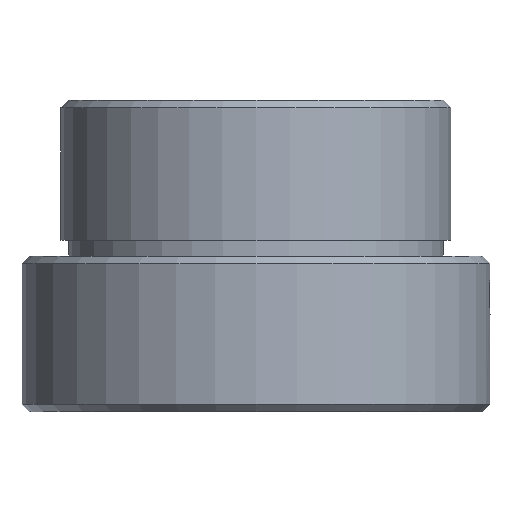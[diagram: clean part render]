
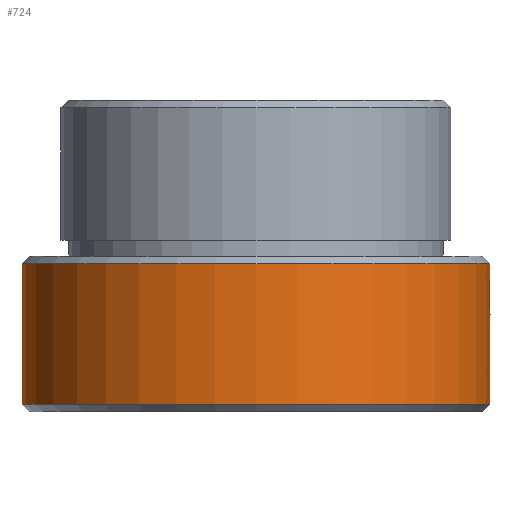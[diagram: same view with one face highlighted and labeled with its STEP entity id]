
A CAD part, front view. The second image highlights one B-rep face of the part: STEP entity #724.
In plain terms, the highlighted cylindrical face has radius 15 mm (diameter 30 mm), a partial arc.
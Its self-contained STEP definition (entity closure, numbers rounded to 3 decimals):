
#54 = ORIENTED_EDGE ( 'NONE', *, *, #764, .F. ) ;
#57 = ORIENTED_EDGE ( 'NONE', *, *, #767, .T. ) ;
#58 = ORIENTED_EDGE ( 'NONE', *, *, #772, .T. ) ;
#59 = ORIENTED_EDGE ( 'NONE', *, *, #773, .T. ) ;
#61 = ORIENTED_EDGE ( 'NONE', *, *, #766, .F. ) ;
#62 = ORIENTED_EDGE ( 'NONE', *, *, #727, .F. ) ;
#103 = VERTEX_POINT ( 'NONE', #166 ) ;
#107 = VERTEX_POINT ( 'NONE', #170 ) ;
#129 = VERTEX_POINT ( 'NONE', #192 ) ;
#130 = VERTEX_POINT ( 'NONE', #193 ) ;
#133 = VERTEX_POINT ( 'NONE', #196 ) ;
#134 = VERTEX_POINT ( 'NONE', #197 ) ;
#150 = EDGE_LOOP ( 'NONE', ( #54, #58, #57, #59, #61, #62 ) ) ;
#166 = CARTESIAN_POINT ( 'NONE',  ( 15., 0., -11.25 ) ) ;
#170 = CARTESIAN_POINT ( 'NONE',  ( 15., 0., -13.75 ) ) ;
#192 = CARTESIAN_POINT ( 'NONE',  ( 15., 0., -10.5 ) ) ;
#193 = CARTESIAN_POINT ( 'NONE',  ( -15., 0., -10.5 ) ) ;
#196 = CARTESIAN_POINT ( 'NONE',  ( -15., 0., -19.5 ) ) ;
#197 = CARTESIAN_POINT ( 'NONE',  ( 15., 0., -19.5 ) ) ;
#245 = CARTESIAN_POINT ( 'NONE',  ( 0., 0., 0. ) ) ;
#246 = DIRECTION ( 'NONE',  ( 0., 0., -1. ) ) ;
#247 = DIRECTION ( 'NONE',  ( -1., 0., 0. ) ) ;
#254 = CARTESIAN_POINT ( 'NONE',  ( 15., 0., -11.25 ) ) ;
#255 = CARTESIAN_POINT ( 'NONE',  ( 15., -0.165, -11.25 ) ) ;
#256 = CARTESIAN_POINT ( 'NONE',  ( 14.997, -0.327, -11.283 ) ) ;
#257 = CARTESIAN_POINT ( 'NONE',  ( 14.988, -0.63, -11.408 ) ) ;
#258 = CARTESIAN_POINT ( 'NONE',  ( 14.981, -0.769, -11.501 ) ) ;
#259 = CARTESIAN_POINT ( 'NONE',  ( 14.967, -0.999, -11.732 ) ) ;
#260 = CARTESIAN_POINT ( 'NONE',  ( 14.96, -1.092, -11.871 ) ) ;
#261 = CARTESIAN_POINT ( 'NONE',  ( 14.951, -1.217, -12.172 ) ) ;
#262 = CARTESIAN_POINT ( 'NONE',  ( 14.948, -1.25, -12.336 ) ) ;
#263 = CARTESIAN_POINT ( 'NONE',  ( 14.948, -1.25, -12.663 ) ) ;
#264 = CARTESIAN_POINT ( 'NONE',  ( 14.951, -1.218, -12.827 ) ) ;
#265 = CARTESIAN_POINT ( 'NONE',  ( 14.96, -1.092, -13.129 ) ) ;
#266 = CARTESIAN_POINT ( 'NONE',  ( 14.967, -1.001, -13.267 ) ) ;
#267 = CARTESIAN_POINT ( 'NONE',  ( 14.981, -0.767, -13.5 ) ) ;
#268 = CARTESIAN_POINT ( 'NONE',  ( 14.988, -0.63, -13.592 ) ) ;
#269 = CARTESIAN_POINT ( 'NONE',  ( 14.995, -0.403, -13.686 ) ) ;
#270 = CARTESIAN_POINT ( 'NONE',  ( 14.997, -0.325, -13.71 ) ) ;
#271 = CARTESIAN_POINT ( 'NONE',  ( 14.999, -0.164, -13.742 ) ) ;
#272 = CARTESIAN_POINT ( 'NONE',  ( 15., -0.082, -13.75 ) ) ;
#273 = CARTESIAN_POINT ( 'NONE',  ( 15., 0., -13.75 ) ) ;
#453 = LINE ( 'NONE', #454, #919 ) ;
#454 = CARTESIAN_POINT ( 'NONE',  ( 15., 0., 0. ) ) ;
#455 = DIRECTION ( 'NONE',  ( 0., 0., -1. ) ) ;
#476 = LINE ( 'NONE', #477, #913 ) ;
#477 = CARTESIAN_POINT ( 'NONE',  ( 15., 0., 0. ) ) ;
#478 = DIRECTION ( 'NONE',  ( 0., 0., -1. ) ) ;
#479 = LINE ( 'NONE', #480, #911 ) ;
#480 = CARTESIAN_POINT ( 'NONE',  ( -15., 0., 0. ) ) ;
#481 = DIRECTION ( 'NONE',  ( 0., 0., -1. ) ) ;
#493 = CARTESIAN_POINT ( 'NONE',  ( 0., 0., -10.5 ) ) ;
#494 = DIRECTION ( 'NONE',  ( 0., 0., -1. ) ) ;
#495 = DIRECTION ( 'NONE',  ( 1., 0., 0. ) ) ;
#496 = CARTESIAN_POINT ( 'NONE',  ( 0., 0., -19.5 ) ) ;
#497 = DIRECTION ( 'NONE',  ( 0., 0., 1. ) ) ;
#498 = DIRECTION ( 'NONE',  ( -1., 0., 0. ) ) ;
#652 = B_SPLINE_CURVE_WITH_KNOTS ( 'NONE', 3,
 ( #254, #255, #256, #257, #258, #259, #260, #261, #262, #263, #264, #265, #266, #267, #268, #269, #270, #271, #272, #273 ),
 .UNSPECIFIED., .F., .F.,
 ( 4, 2, 2, 2, 2, 2, 2, 2, 2, 4 ),
 ( 0., 0., 0.001, 0.001, 0.002, 0.002, 0.003, 0.003, 0.004, 0.004 ),
 .UNSPECIFIED. ) ;
#724 = ADVANCED_FACE ( 'NONE', ( #925 ), #933, .T. ) ;
#727 = EDGE_CURVE ( 'NONE', #103, #107, #652, .T. ) ;
#764 = EDGE_CURVE ( 'NONE', #129, #103, #453, .T. ) ;
#766 = EDGE_CURVE ( 'NONE', #107, #134, #476, .T. ) ;
#767 = EDGE_CURVE ( 'NONE', #130, #133, #479, .T. ) ;
#772 = EDGE_CURVE ( 'NONE', #129, #130, #816, .T. ) ;
#773 = EDGE_CURVE ( 'NONE', #133, #134, #817, .T. ) ;
#816 = CIRCLE ( 'NONE', #910, 15. ) ;
#817 = CIRCLE ( 'NONE', #909, 15. ) ;
#909 = AXIS2_PLACEMENT_3D ( 'NONE', #496, #497, #498 ) ;
#910 = AXIS2_PLACEMENT_3D ( 'NONE', #493, #494, #495 ) ;
#911 = VECTOR ( 'NONE', #481, 1000. ) ;
#913 = VECTOR ( 'NONE', #478, 1000. ) ;
#919 = VECTOR ( 'NONE', #455, 1000. ) ;
#925 = FACE_OUTER_BOUND ( 'NONE', #150, .T. ) ;
#933 = CYLINDRICAL_SURFACE ( 'NONE', #934, 15. ) ;
#934 = AXIS2_PLACEMENT_3D ( 'NONE', #245, #246, #247 ) ;
